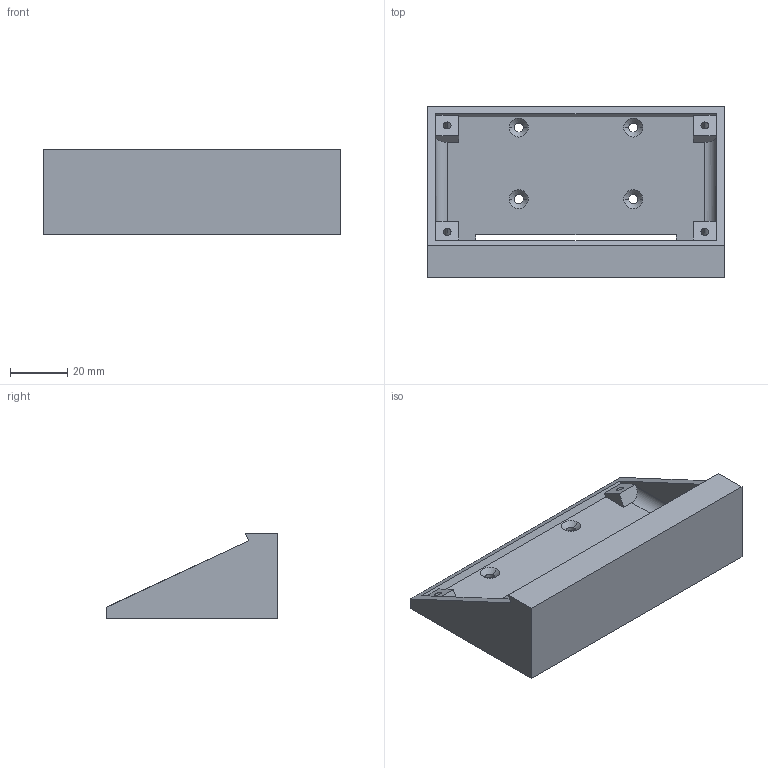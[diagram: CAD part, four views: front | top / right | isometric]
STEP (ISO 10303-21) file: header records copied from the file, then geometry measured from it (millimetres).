
FILE_DESCRIPTION (( 'STEP AP214' ), '1' );
FILE_NAME ('UNIT_front-panel-enclosure.STEP', '2025-10-06T12:52:15', ( '' ), ( '' ), 'SwSTEP 2.0', 'SolidWorks 2020', '' );
FILE_SCHEMA (( 'AUTOMOTIVE_DESIGN' ));
Length unit declared in the file: millimetre
Products named in the file (1): UNIT_front-panel-enclosure
Bounding box: 104 x 60 x 30 mm (x, y, z)
Volume: 47152.6 mm3; surface area: 22858.9 mm2
Topology: 1 solids, 1 shells, 58 faces, 151 edges, 98 vertices
Faces by surface type: plane 32, cylinder 18, cone 8
Entity records: 1829 total; most frequent: CARTESIAN_POINT 332, ORIENTED_EDGE 302, DIRECTION 297, EDGE_CURVE 151, VECTOR 107, LINE 107, VERTEX_POINT 98, AXIS2_PLACEMENT_3D 95
